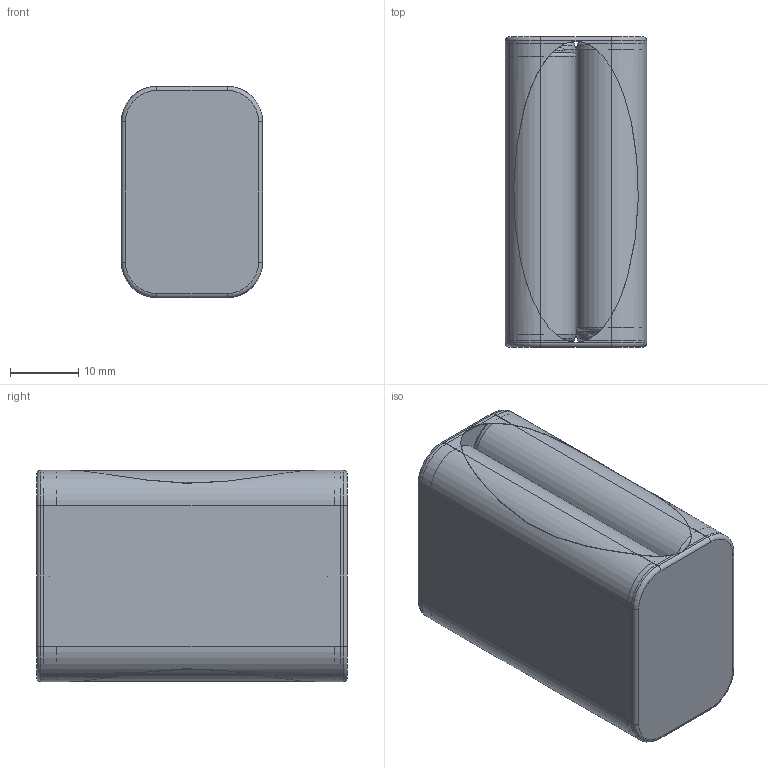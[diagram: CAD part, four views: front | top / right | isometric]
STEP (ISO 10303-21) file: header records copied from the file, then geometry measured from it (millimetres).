
FILE_DESCRIPTION (( 'STEP AP214' ), '1' );
FILE_NAME ('Pack 7.2V - 800mAh.STEP', '2015-06-16T18:56:49', ( 'Adrien' ), ( '' ), 'SwSTEP 2.0', 'SolidWorks 2015', '' );
FILE_SCHEMA (( 'AUTOMOTIVE_DESIGN' ));
Length unit declared in the file: millimetre
Products named in the file (3): Elément seul; Pack 7.2V - 800mAh; Gaine
Assembly tree (7 placements, depth 2):
  Pack 7.2V - 800mAh
    Elément seul  x6
    Gaine
Bounding box: 20.65 x 45.4 x 30.9 mm (x, y, z)
Volume: 21346.4 mm3; surface area: 17503.1 mm2
Topology: 7 solids, 7 shells, 250 faces, 520 edges, 312 vertices
Faces by surface type: torus 88, cylinder 84, plane 62, cone 12, bspline 4
Entity records: 3238 total; most frequent: CARTESIAN_POINT 789, DIRECTION 502, ORIENTED_EDGE 440, EDGE_CURVE 220, AXIS2_PLACEMENT_3D 213, VERTEX_POINT 132, CIRCLE 112, EDGE_LOOP 100
